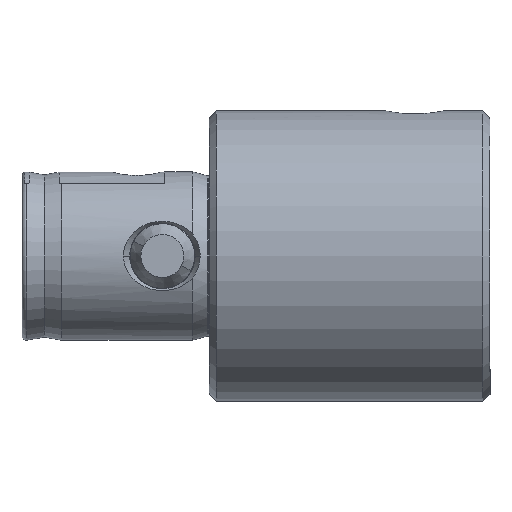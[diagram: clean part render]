
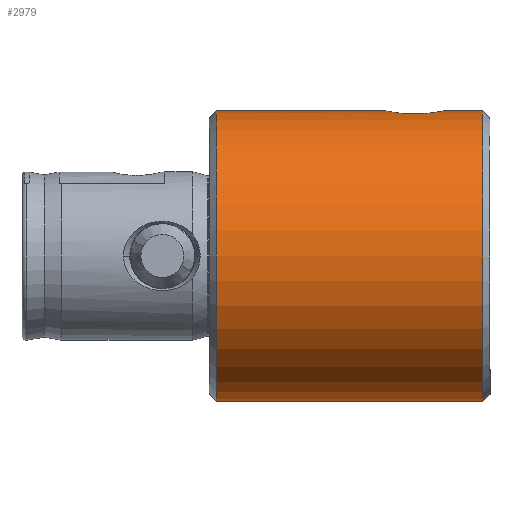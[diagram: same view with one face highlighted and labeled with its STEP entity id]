
A CAD part, front view. The second image highlights one B-rep face of the part: STEP entity #2979.
In plain terms, the highlighted cylindrical face has radius 15.5 mm (diameter 31 mm), a partial arc.
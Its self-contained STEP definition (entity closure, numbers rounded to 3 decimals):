
#33 = CARTESIAN_POINT ( 'NONE',  ( 15.5, -0.205, 4.95 ) ) ;
#50 = CARTESIAN_POINT ( 'NONE',  ( 15.219, -2.942, 9.049 ) ) ;
#65 = CARTESIAN_POINT ( 'NONE',  ( 15.207, -3., 7.244 ) ) ;
#162 = CARTESIAN_POINT ( 'NONE',  ( 15.5, 0., 29.25 ) ) ;
#310 = DIRECTION ( 'NONE',  ( 1., 0., 0. ) ) ;
#339 = CARTESIAN_POINT ( 'NONE',  ( 15.48, -0.804, 5.049 ) ) ;
#369 = CARTESIAN_POINT ( 'NONE',  ( 15.265, -2.69, 6.496 ) ) ;
#381 = DIRECTION ( 'NONE',  ( 0., 0., -1. ) ) ;
#384 = CARTESIAN_POINT ( 'NONE',  ( 15.365, -2.048, 10.386 ) ) ;
#442 = AXIS2_PLACEMENT_3D ( 'NONE', #1000, #2957, #310 ) ;
#499 = CARTESIAN_POINT ( 'NONE',  ( 0., 0., 30. ) ) ;
#522 = ORIENTED_EDGE ( 'NONE', *, *, #1989, .T. ) ;
#626 = EDGE_CURVE ( 'NONE', #3496, #2128, #1032, .T. ) ;
#639 = CARTESIAN_POINT ( 'NONE',  ( -15.5, 0., 30. ) ) ;
#659 = VERTEX_POINT ( 'NONE', #2174 ) ;
#776 = CARTESIAN_POINT ( 'NONE',  ( 15.5, 0., 11.15 ) ) ;
#845 = LINE ( 'NONE', #639, #2488 ) ;
#873 = AXIS2_PLACEMENT_3D ( 'NONE', #3722, #3768, #1144 ) ;
#943 = ORIENTED_EDGE ( 'NONE', *, *, #3477, .F. ) ;
#1000 = CARTESIAN_POINT ( 'NONE',  ( 0., 0., 29.25 ) ) ;
#1008 = LINE ( 'NONE', #2444, #2649 ) ;
#1018 = CYLINDRICAL_SURFACE ( 'NONE', #2321, 15.5 ) ;
#1032 = LINE ( 'NONE', #2160, #1092 ) ;
#1040 = CARTESIAN_POINT ( 'NONE',  ( 15.187, -3.1, 7.846 ) ) ;
#1072 = CARTESIAN_POINT ( 'NONE',  ( 15.365, -2.05, 5.716 ) ) ;
#1089 = CARTESIAN_POINT ( 'NONE',  ( 15.5, 0., 4.95 ) ) ;
#1092 = VECTOR ( 'NONE', #2185, 1000. ) ;
#1144 = DIRECTION ( 'NONE',  ( 1., 0., 0. ) ) ;
#1217 = VERTEX_POINT ( 'NONE', #3126 ) ;
#1351 = CARTESIAN_POINT ( 'NONE',  ( 15.191, -3.08, 8.458 ) ) ;
#1468 = CARTESIAN_POINT ( 'NONE',  ( 15.5, 0., 0.75 ) ) ;
#1534 = DIRECTION ( 'NONE',  ( 0., 0., -1. ) ) ;
#1592 = CIRCLE ( 'NONE', #873, 15.5 ) ;
#1693 = CARTESIAN_POINT ( 'NONE',  ( 15.303, -2.465, 9.941 ) ) ;
#1728 = CARTESIAN_POINT ( 'NONE',  ( 15.303, -2.463, 6.157 ) ) ;
#1759 = CARTESIAN_POINT ( 'NONE',  ( 15.44, -1.375, 10.836 ) ) ;
#1869 = B_SPLINE_CURVE_WITH_KNOTS ( 'NONE', 3,
 ( #1089, #33, #2338, #339, #3644, #4012, #3009, #2353, #1072, #2707, #1728, #369, #2070, #3363, #65, #3321, #1040, #3994, #1351, #2055, #50, #3373, #3633, #1693, #2369, #384, #3671, #3690, #1759, #2084, #2323, #2658, #3737, #776 ),
 .UNSPECIFIED., .F., .F.,
 ( 4, 2, 2, 2, 2, 2, 2, 2, 2, 2, 2, 2, 2, 2, 2, 2, 4 ),
 ( 0., 0.001, 0.001, 0.002, 0.002, 0.003, 0.004, 0.004, 0.005, 0.005, 0.006, 0.007, 0.007, 0.008, 0.009, 0.009, 0.01 ),
 .UNSPECIFIED. ) ;
#1876 = EDGE_CURVE ( 'NONE', #3496, #1217, #2415, .T. ) ;
#1931 = EDGE_CURVE ( 'NONE', #659, #2128, #1869, .T. ) ;
#1989 = EDGE_CURVE ( 'NONE', #3638, #3539, #1592, .T. ) ;
#2055 = CARTESIAN_POINT ( 'NONE',  ( 15.207, -3., 8.856 ) ) ;
#2070 = CARTESIAN_POINT ( 'NONE',  ( 15.248, -2.786, 6.675 ) ) ;
#2084 = CARTESIAN_POINT ( 'NONE',  ( 15.469, -1., 10.991 ) ) ;
#2128 = VERTEX_POINT ( 'NONE', #3518 ) ;
#2160 = CARTESIAN_POINT ( 'NONE',  ( 15.5, 0., 30. ) ) ;
#2174 = CARTESIAN_POINT ( 'NONE',  ( 15.5, 0., 4.95 ) ) ;
#2185 = DIRECTION ( 'NONE',  ( 0., 0., -1. ) ) ;
#2232 = CARTESIAN_POINT ( 'NONE',  ( -15.5, 0., 0.75 ) ) ;
#2321 = AXIS2_PLACEMENT_3D ( 'NONE', #499, #1534, #4121 ) ;
#2323 = CARTESIAN_POINT ( 'NONE',  ( 15.48, -0.807, 11.05 ) ) ;
#2338 = CARTESIAN_POINT ( 'NONE',  ( 15.496, -0.407, 4.97 ) ) ;
#2353 = CARTESIAN_POINT ( 'NONE',  ( 15.385, -1.891, 5.585 ) ) ;
#2369 = CARTESIAN_POINT ( 'NONE',  ( 15.324, -2.336, 10.098 ) ) ;
#2415 = CIRCLE ( 'NONE', #442, 15.5 ) ;
#2444 = CARTESIAN_POINT ( 'NONE',  ( 15.5, 0., 30. ) ) ;
#2488 = VECTOR ( 'NONE', #381, 1000. ) ;
#2649 = VECTOR ( 'NONE', #3398, 1000. ) ;
#2658 = CARTESIAN_POINT ( 'NONE',  ( 15.496, -0.408, 11.13 ) ) ;
#2707 = CARTESIAN_POINT ( 'NONE',  ( 15.324, -2.335, 6.001 ) ) ;
#2801 = ORIENTED_EDGE ( 'NONE', *, *, #4219, .T. ) ;
#2957 = DIRECTION ( 'NONE',  ( 0., 0., -1. ) ) ;
#2979 = ADVANCED_FACE ( 'NONE', ( #3923 ), #1018, .T. ) ;
#3009 = CARTESIAN_POINT ( 'NONE',  ( 15.423, -1.554, 5.36 ) ) ;
#3126 = CARTESIAN_POINT ( 'NONE',  ( -15.5, 0., 29.25 ) ) ;
#3240 = ORIENTED_EDGE ( 'NONE', *, *, #1931, .T. ) ;
#3321 = CARTESIAN_POINT ( 'NONE',  ( 15.191, -3.08, 7.645 ) ) ;
#3363 = CARTESIAN_POINT ( 'NONE',  ( 15.219, -2.941, 7.048 ) ) ;
#3373 = CARTESIAN_POINT ( 'NONE',  ( 15.248, -2.786, 9.425 ) ) ;
#3398 = DIRECTION ( 'NONE',  ( 0., 0., -1. ) ) ;
#3477 = EDGE_CURVE ( 'NONE', #659, #3539, #1008, .T. ) ;
#3496 = VERTEX_POINT ( 'NONE', #162 ) ;
#3518 = CARTESIAN_POINT ( 'NONE',  ( 15.5, 0., 11.15 ) ) ;
#3539 = VERTEX_POINT ( 'NONE', #1468 ) ;
#3560 = ORIENTED_EDGE ( 'NONE', *, *, #626, .F. ) ;
#3633 = CARTESIAN_POINT ( 'NONE',  ( 15.265, -2.689, 9.606 ) ) ;
#3638 = VERTEX_POINT ( 'NONE', #2232 ) ;
#3644 = CARTESIAN_POINT ( 'NONE',  ( 15.469, -1.001, 5.109 ) ) ;
#3671 = CARTESIAN_POINT ( 'NONE',  ( 15.385, -1.892, 10.514 ) ) ;
#3690 = CARTESIAN_POINT ( 'NONE',  ( 15.423, -1.556, 10.739 ) ) ;
#3710 = ORIENTED_EDGE ( 'NONE', *, *, #1876, .T. ) ;
#3722 = CARTESIAN_POINT ( 'NONE',  ( 0., 0., 0.75 ) ) ;
#3737 = CARTESIAN_POINT ( 'NONE',  ( 15.5, -0.203, 11.15 ) ) ;
#3768 = DIRECTION ( 'NONE',  ( 0., 0., 1. ) ) ;
#3923 = FACE_OUTER_BOUND ( 'NONE', #4273, .T. ) ;
#3994 = CARTESIAN_POINT ( 'NONE',  ( 15.187, -3.1, 8.252 ) ) ;
#4012 = CARTESIAN_POINT ( 'NONE',  ( 15.44, -1.377, 5.265 ) ) ;
#4121 = DIRECTION ( 'NONE',  ( -1., 0., 0. ) ) ;
#4219 = EDGE_CURVE ( 'NONE', #1217, #3638, #845, .T. ) ;
#4273 = EDGE_LOOP ( 'NONE', ( #3560, #3710, #2801, #522, #943, #3240 ) ) ;
